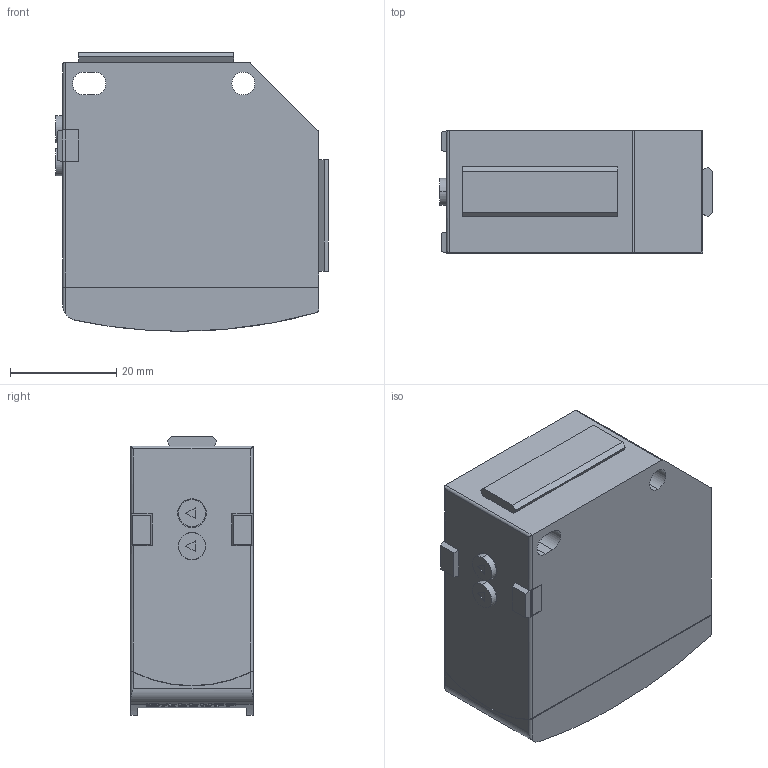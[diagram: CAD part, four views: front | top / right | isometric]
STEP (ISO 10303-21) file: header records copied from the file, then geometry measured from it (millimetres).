
FILE_DESCRIPTION (( 'STEP AP203' ), '1' );
FILE_NAME ('BALLUFF BOD 23K-LA01-S92(ROT=0)1_Default_sldprt.STEP', '2023-04-20T12:24:14', ( '' ), ( '' ), 'SwSTEP 2.0', 'SolidWorks 2021', '' );
FILE_SCHEMA (( 'CONFIG_CONTROL_DESIGN' ));
Length unit declared in the file: millimetre
Products named in the file (1): BALLUFF BOD 23K-LA01-S92(ROT=0)1_Default_sldprt
Bounding box: 51.3 x 23 x 52.43 mm (x, y, z)
Volume: 51290.3 mm3; surface area: 10160.2 mm2
Topology: 1 solids, 1 shells, 205 faces, 539 edges, 350 vertices
Faces by surface type: plane 142, cylinder 59, torus 4
Entity records: 6688 total; most frequent: CARTESIAN_POINT 1506, ORIENTED_EDGE 1078, DIRECTION 1041, EDGE_CURVE 539, LINE 355, VECTOR 355, VERTEX_POINT 350, AXIS2_PLACEMENT_3D 343
